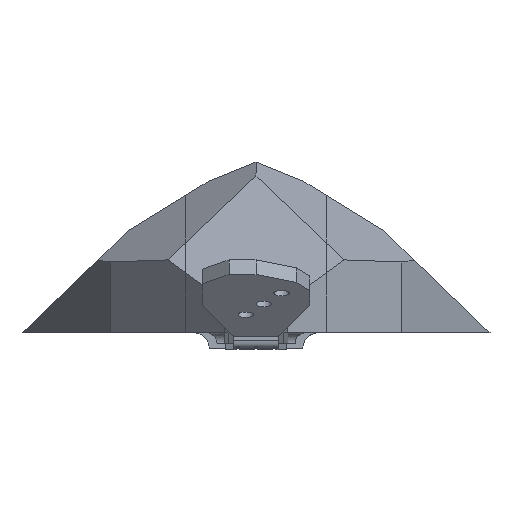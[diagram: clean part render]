
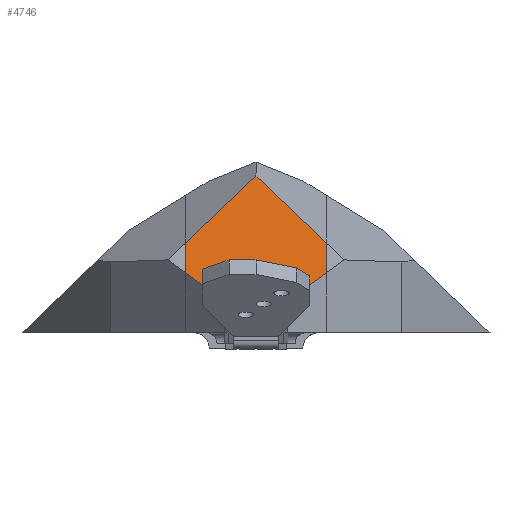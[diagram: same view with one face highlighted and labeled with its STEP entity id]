
A CAD part, top view. The second image highlights one B-rep face of the part: STEP entity #4746.
In plain terms, the highlighted planar face has unit normal (0, 0.87, 0.494).
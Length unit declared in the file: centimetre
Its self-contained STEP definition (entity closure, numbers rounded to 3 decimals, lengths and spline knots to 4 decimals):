
#587=FACE_OUTER_BOUND('',#875,.T.);
#875=EDGE_LOOP('',(#3582,#3583,#3584,#3585,#3586,#3587,#3588));
#1182=LINE('',#7268,#1637);
#1194=LINE('',#7315,#1649);
#1231=LINE('',#7409,#1686);
#1260=LINE('',#7508,#1715);
#1269=LINE('',#7524,#1724);
#1274=LINE('',#7539,#1729);
#1275=LINE('',#7540,#1730);
#1637=VECTOR('',#5769,1.);
#1649=VECTOR('',#5795,1.);
#1686=VECTOR('',#5878,1.);
#1715=VECTOR('',#5983,1.);
#1724=VECTOR('',#5998,1.);
#1729=VECTOR('',#6017,1.);
#1730=VECTOR('',#6018,1.);
#2088=VERTEX_POINT('',#7262);
#2090=VERTEX_POINT('',#7266);
#2101=VERTEX_POINT('',#7308);
#2104=VERTEX_POINT('',#7313);
#2138=VERTEX_POINT('',#7407);
#2156=VERTEX_POINT('',#7506);
#2163=VERTEX_POINT('',#7538);
#2567=EDGE_CURVE('',#2090,#2088,#1182,.T.);
#2583=EDGE_CURVE('',#2104,#2101,#1194,.T.);
#2630=EDGE_CURVE('',#2138,#2104,#1231,.T.);
#2675=EDGE_CURVE('',#2156,#2090,#1260,.T.);
#2684=EDGE_CURVE('',#2156,#2101,#1269,.T.);
#2692=EDGE_CURVE('',#2088,#2163,#1274,.T.);
#2693=EDGE_CURVE('',#2163,#2138,#1275,.T.);
#3582=ORIENTED_EDGE('',*,*,#2692,.F.);
#3583=ORIENTED_EDGE('',*,*,#2567,.F.);
#3584=ORIENTED_EDGE('',*,*,#2675,.F.);
#3585=ORIENTED_EDGE('',*,*,#2684,.T.);
#3586=ORIENTED_EDGE('',*,*,#2583,.F.);
#3587=ORIENTED_EDGE('',*,*,#2630,.F.);
#3588=ORIENTED_EDGE('',*,*,#2693,.F.);
#4535=PLANE('',#5193);
#4746=ADVANCED_FACE('',(#587),#4535,.F.);
#5193=AXIS2_PLACEMENT_3D('',#7537,#6015,#6016);
#5769=DIRECTION('',(0.459,-0.439,0.773));
#5795=DIRECTION('',(-0.559,0.409,-0.721));
#5878=DIRECTION('',(-1.,0.,0.));
#5983=DIRECTION('',(0.459,0.439,-0.773));
#5998=DIRECTION('',(0.,-0.494,0.87));
#6015=DIRECTION('center_axis',(0.,-0.87,-0.494));
#6016=DIRECTION('ref_axis',(0.,0.494,-0.87));
#6017=DIRECTION('',(0.,-0.494,0.87));
#6018=DIRECTION('',(-0.559,-0.409,0.721));
#7262=CARTESIAN_POINT('',(4.5,5.7356,13.42));
#7266=CARTESIAN_POINT('',(0.,10.0385,5.8407));
#7268=CARTESIAN_POINT('',(8.4171,1.99,20.0176));
#7308=CARTESIAN_POINT('',(-4.5,3.8286,16.7789));
#7313=CARTESIAN_POINT('',(-2.,2.,20.));
#7315=CARTESIAN_POINT('',(-9.0171,7.1327,10.9591));
#7407=CARTESIAN_POINT('',(2.,2.,20.));
#7409=CARTESIAN_POINT('',(-1.,2.,20.));
#7506=CARTESIAN_POINT('',(-4.5,5.7356,13.42));
#7508=CARTESIAN_POINT('',(-7.0294,3.317,17.6802));
#7524=CARTESIAN_POINT('',(-4.5,4.5087,15.5811));
#7537=CARTESIAN_POINT('Origin',(0.,2.,20.));
#7538=CARTESIAN_POINT('',(4.5,3.8286,16.7789));
#7539=CARTESIAN_POINT('',(4.5,4.5087,15.5811));
#7540=CARTESIAN_POINT('',(1.4581,1.6036,20.6982));
